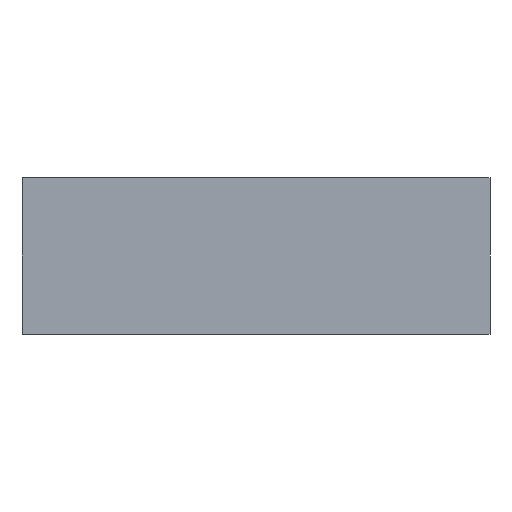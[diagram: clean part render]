
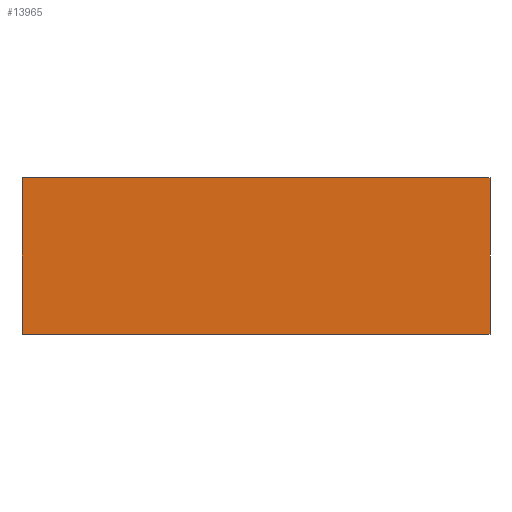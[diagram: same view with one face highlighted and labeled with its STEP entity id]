
A CAD part, front view. The second image highlights one B-rep face of the part: STEP entity #13965.
In plain terms, the highlighted planar face has unit normal (0, -1, 0).
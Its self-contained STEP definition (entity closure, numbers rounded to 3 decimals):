
#568 = FACE_OUTER_BOUND ( 'NONE', #21270, .T. ) ;
#744 = CARTESIAN_POINT ( 'NONE',  ( 0., -20., 0. ) ) ;
#771 = CARTESIAN_POINT ( 'NONE',  ( 194., -20., 65. ) ) ;
#1153 = CARTESIAN_POINT ( 'NONE',  ( -194., -20., 65. ) ) ;
#3438 = LINE ( 'NONE', #5954, #12908 ) ;
#3486 = DIRECTION ( 'NONE',  ( -1., 0., 0. ) ) ;
#5954 = CARTESIAN_POINT ( 'NONE',  ( -194., -20., -65. ) ) ;
#6287 = CARTESIAN_POINT ( 'NONE',  ( 194., -20., 65. ) ) ;
#6620 = EDGE_CURVE ( 'NONE', #17116, #24851, #11534, .T. ) ;
#7768 = ORIENTED_EDGE ( 'NONE', *, *, #6620, .T. ) ;
#8908 = AXIS2_PLACEMENT_3D ( 'NONE', #744, #8984, #28375 ) ;
#8984 = DIRECTION ( 'NONE',  ( 0., -1., 0. ) ) ;
#8998 = CARTESIAN_POINT ( 'NONE',  ( -194., -20., 65. ) ) ;
#9911 = CARTESIAN_POINT ( 'NONE',  ( 194., -20., -65. ) ) ;
#11534 = LINE ( 'NONE', #8998, #23099 ) ;
#11723 = DIRECTION ( 'NONE',  ( 0., 0., 1. ) ) ;
#11838 = VERTEX_POINT ( 'NONE', #9911 ) ;
#12908 = VECTOR ( 'NONE', #17252, 1000. ) ;
#13965 = ADVANCED_FACE ( 'NONE', ( #568 ), #28196, .T. ) ;
#14764 = LINE ( 'NONE', #771, #27940 ) ;
#15703 = ORIENTED_EDGE ( 'NONE', *, *, #15960, .T. ) ;
#15859 = CARTESIAN_POINT ( 'NONE',  ( -194., -20., 65. ) ) ;
#15960 = EDGE_CURVE ( 'NONE', #24851, #11838, #3438, .T. ) ;
#17096 = VECTOR ( 'NONE', #3486, 1000. ) ;
#17116 = VERTEX_POINT ( 'NONE', #15859 ) ;
#17252 = DIRECTION ( 'NONE',  ( 1., 0., 0. ) ) ;
#19946 = DIRECTION ( 'NONE',  ( 0., 0., -1. ) ) ;
#19949 = VERTEX_POINT ( 'NONE', #6287 ) ;
#19994 = CARTESIAN_POINT ( 'NONE',  ( -194., -20., -65. ) ) ;
#21270 = EDGE_LOOP ( 'NONE', ( #7768, #15703, #28068, #23186 ) ) ;
#23099 = VECTOR ( 'NONE', #19946, 1000. ) ;
#23186 = ORIENTED_EDGE ( 'NONE', *, *, #24905, .T. ) ;
#24851 = VERTEX_POINT ( 'NONE', #19994 ) ;
#24905 = EDGE_CURVE ( 'NONE', #19949, #17116, #25740, .T. ) ;
#25740 = LINE ( 'NONE', #1153, #17096 ) ;
#27940 = VECTOR ( 'NONE', #11723, 1000. ) ;
#28068 = ORIENTED_EDGE ( 'NONE', *, *, #30929, .T. ) ;
#28196 = PLANE ( 'NONE',  #8908 ) ;
#28375 = DIRECTION ( 'NONE',  ( 0., 0., -1. ) ) ;
#30929 = EDGE_CURVE ( 'NONE', #11838, #19949, #14764, .T. ) ;
